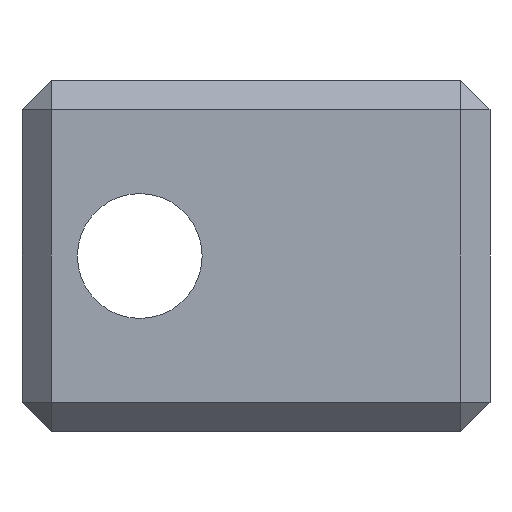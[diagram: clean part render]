
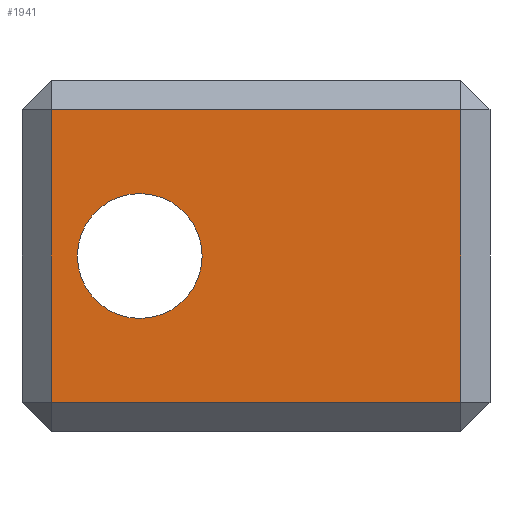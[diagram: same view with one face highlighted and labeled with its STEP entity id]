
A CAD part, front view. The second image highlights one B-rep face of the part: STEP entity #1941.
In plain terms, the highlighted planar face has unit normal (0, -1, 0).
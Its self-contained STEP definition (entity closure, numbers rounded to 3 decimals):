
#57=FACE_BOUND('',#278,.T.);
#103=CIRCLE('',#2102,1.6);
#171=FACE_OUTER_BOUND('',#277,.T.);
#277=EDGE_LOOP('',(#1432,#1433,#1434,#1435));
#278=EDGE_LOOP('',(#1436));
#411=LINE('',#2915,#620);
#419=LINE('',#2931,#628);
#421=LINE('',#2934,#630);
#423=LINE('',#2937,#632);
#620=VECTOR('',#2309,10.);
#628=VECTOR('',#2323,10.);
#630=VECTOR('',#2327,10.);
#632=VECTOR('',#2331,10.);
#802=VERTEX_POINT('',#2876);
#807=VERTEX_POINT('',#2889);
#812=VERTEX_POINT('',#2902);
#817=VERTEX_POINT('',#2918);
#889=VERTEX_POINT('',#3079);
#1020=EDGE_CURVE('',#802,#812,#411,.T.);
#1028=EDGE_CURVE('',#812,#817,#419,.T.);
#1030=EDGE_CURVE('',#817,#807,#421,.T.);
#1032=EDGE_CURVE('',#807,#802,#423,.T.);
#1103=EDGE_CURVE('',#889,#889,#103,.T.);
#1432=ORIENTED_EDGE('',*,*,#1020,.T.);
#1433=ORIENTED_EDGE('',*,*,#1028,.T.);
#1434=ORIENTED_EDGE('',*,*,#1030,.T.);
#1435=ORIENTED_EDGE('',*,*,#1032,.T.);
#1436=ORIENTED_EDGE('',*,*,#1103,.F.);
#1877=PLANE('',#2101);
#1941=ADVANCED_FACE('',(#171,#57),#1877,.F.);
#2101=AXIS2_PLACEMENT_3D('',#3078,#2446,#2447);
#2102=AXIS2_PLACEMENT_3D('',#3080,#2448,#2449);
#2309=DIRECTION('',(0.,0.,1.));
#2323=DIRECTION('',(-1.,0.,0.));
#2327=DIRECTION('',(0.,0.,-1.));
#2331=DIRECTION('',(1.,0.,0.));
#2446=DIRECTION('center_axis',(0.,1.,0.));
#2447=DIRECTION('ref_axis',(-1.,0.,0.));
#2448=DIRECTION('center_axis',(0.,-1.,0.));
#2449=DIRECTION('ref_axis',(-1.,0.,0.));
#2876=CARTESIAN_POINT('',(-123.02,33.5,54.762));
#2889=CARTESIAN_POINT('',(-133.52,33.5,54.762));
#2902=CARTESIAN_POINT('',(-123.02,33.5,62.262));
#2915=CARTESIAN_POINT('',(-123.02,33.5,60.512));
#2918=CARTESIAN_POINT('',(-133.52,33.5,62.262));
#2931=CARTESIAN_POINT('',(-128.27,33.5,62.262));
#2934=CARTESIAN_POINT('',(-133.52,33.5,60.512));
#2937=CARTESIAN_POINT('',(-128.27,33.5,54.762));
#3078=CARTESIAN_POINT('Origin',(-128.27,33.5,58.512));
#3079=CARTESIAN_POINT('',(-129.65,33.5,58.512));
#3080=CARTESIAN_POINT('Origin',(-131.25,33.5,58.512));
